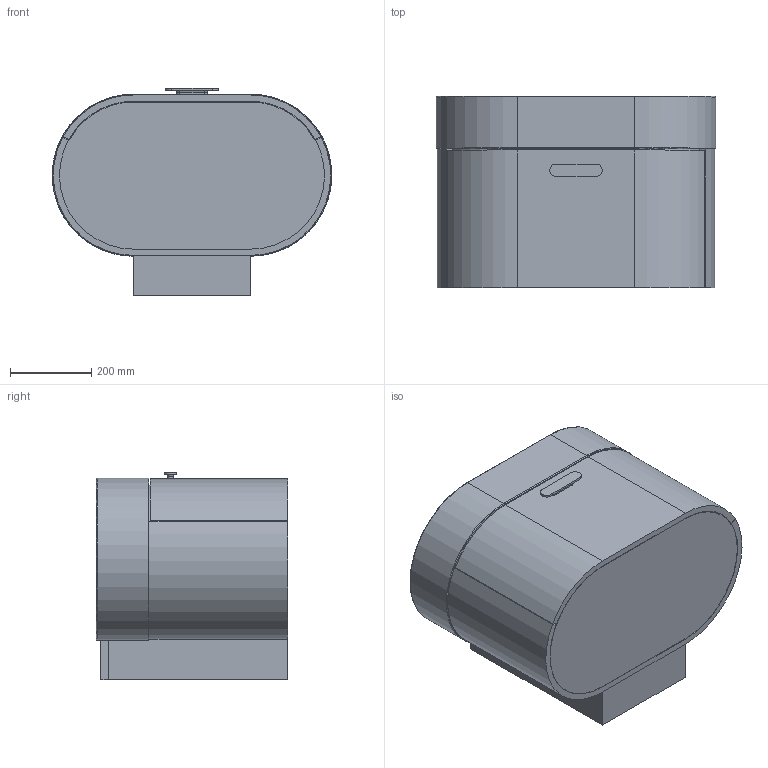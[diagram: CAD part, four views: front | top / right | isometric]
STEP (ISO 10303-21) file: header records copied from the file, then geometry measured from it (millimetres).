
FILE_DESCRIPTION (( 'STEP AP214' ), '1' );
FILE_NAME ('Bilbao_848070.STEP', '2022-03-15T14:03:47', ( '' ), ( '' ), 'SwSTEP 2.0', 'SolidWorks 2021', '' );
FILE_SCHEMA (( 'AUTOMOTIVE_DESIGN' ));
Length unit declared in the file: millimetre
Products named in the file (1): Bilbao_848070
Bounding box: 690 x 472.5 x 513 mm (x, y, z)
Volume: 37673090.2 mm3; surface area: 4184638.4 mm2
Topology: 18 solids, 18 shells, 218 faces, 513 edges, 334 vertices
Faces by surface type: plane 142, cylinder 61, torus 8, bspline 5, cone 2
Entity records: 6502 total; most frequent: CARTESIAN_POINT 1155, DIRECTION 1079, ORIENTED_EDGE 1024, EDGE_CURVE 512, LINE 363, VECTOR 363, AXIS2_PLACEMENT_3D 358, VERTEX_POINT 334
